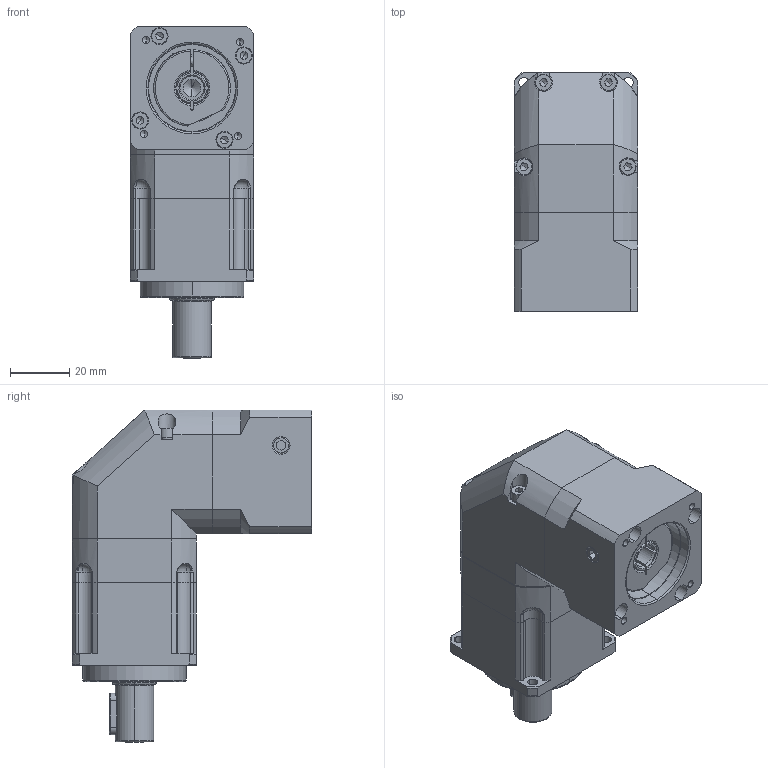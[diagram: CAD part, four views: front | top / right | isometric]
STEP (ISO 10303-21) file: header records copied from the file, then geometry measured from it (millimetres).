
FILE_DESCRIPTION (( 'STEP AP203' ), '1' );
FILE_NAME ('FABR-042D-L1-S2-8-30-45-M3-26.STEP', '2022-04-29T08:36:06', ( 'User' ), ( 'China' ), 'SwSTEP 2.0', 'SolidWorks 2020', '' );
FILE_SCHEMA (( 'CONFIG_CONTROL_DESIGN' ));
Length unit declared in the file: millimetre
Products named in the file (13): 输入太阳齿轮FAB042D-8; A倰す瑩5X14; 调整垫片FABR042D-20; M3-10樓粟菜; M3-10; FAB-042_1; 踡隅蹟隊M6X6; 怀堤俴陎殤FAB042; R042Dshuchuketi; FABR-042D-L1-S2-8-30-45-M3-26; 珨撰眻褒眊极 FABR042D; 输入法兰FABR042D-30X33.5XM3(45); 输入轴锁紧环-11X26X9
Assembly tree (19 placements, depth 2):
  FABR-042D-L1-S2-8-30-45-M3-26
    珨撰眻褒眊极 FABR042D
    R042Dshuchuketi
    调整垫片FABR042D-20
    踡隅蹟隊M6X6
    怀堤俴陎殤FAB042
    输入太阳齿轮FAB042D-8
    输入轴锁紧环-11X26X9
    A倰す瑩5X14
    M3-10
    M3-10樓粟菜  x8
    FAB-042_1
    输入法兰FABR042D-30X33.5XM3(45)
Bounding box: 42 x 81 x 112.5 mm (x, y, z)
Volume: 163570.1 mm3; surface area: 60871.2 mm2
Topology: 13 solids, 29 shells, 937 faces, 2305 edges, 1459 vertices
Faces by surface type: cylinder 412, plane 285, cone 134, torus 90, bspline 16
Entity records: 26204 total; most frequent: CARTESIAN_POINT 6763, DIRECTION 3977, ORIENTED_EDGE 3586, EDGE_CURVE 1797, AXIS2_PLACEMENT_3D 1623, VERTEX_POINT 1158, CIRCLE 875, EDGE_LOOP 870
